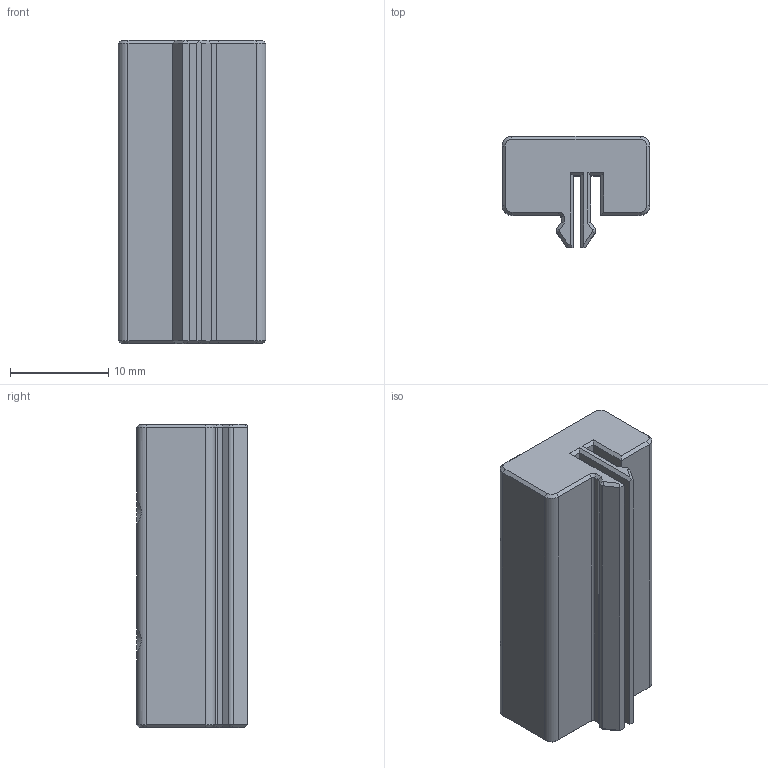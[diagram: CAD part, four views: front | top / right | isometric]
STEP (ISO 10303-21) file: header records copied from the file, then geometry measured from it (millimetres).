
FILE_DESCRIPTION(/* description */ (''),/* implementation_level */ '2;1');
FILE_NAME(/* name */ 'Pandoorma narrow front z carriage.step',/* time_stamp */ '2023-07-15T21:12:43-07:00',/* author */ (''),/* organization */ (''),/* preprocessor_version */ 'ST-DEVELOPER v19.2',/* originating_system */ 'Autodesk Translation Framework v12.6.0.85',/* authorisation */ '');
FILE_SCHEMA (('AUTOMOTIVE_DESIGN { 1 0 10303 214 3 1 1 }'));
Length unit declared in the file: millimetre
Products named in the file (1): ZeroPanelsCarriage
Bounding box: 15 x 11.25 x 30.8 mm (x, y, z)
Volume: 3596.3 mm3; surface area: 2616.8 mm2
Topology: 1 solids, 1 shells, 100 faces, 238 edges, 140 vertices
Faces by surface type: plane 59, cone 18, bspline 12, cylinder 11
Full cylindrical faces by diameter (mm): 2 x4
Entity records: 3226 total; most frequent: CARTESIAN_POINT 979, ORIENTED_EDGE 476, DIRECTION 430, EDGE_CURVE 238, LINE 168, VECTOR 168, VERTEX_POINT 140, AXIS2_PLACEMENT_3D 131
